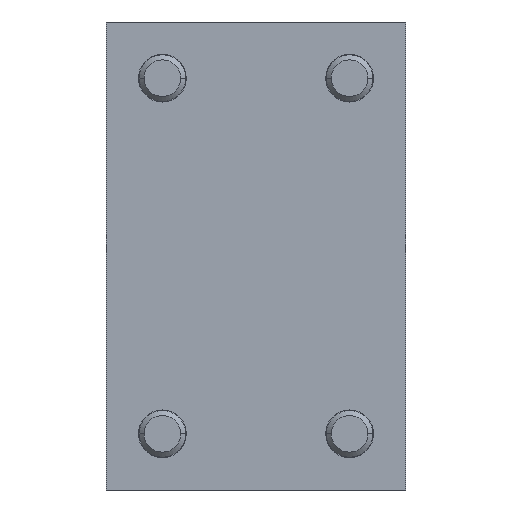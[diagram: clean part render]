
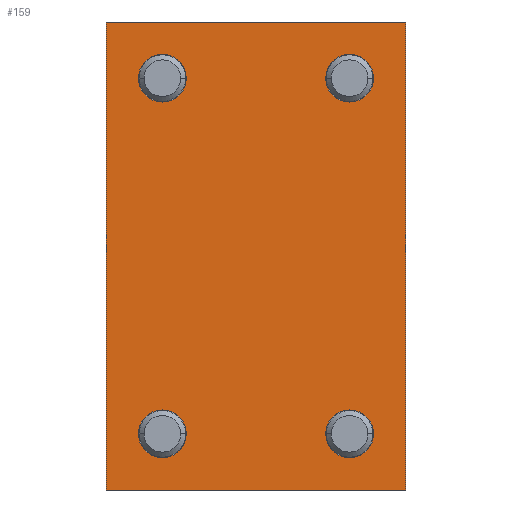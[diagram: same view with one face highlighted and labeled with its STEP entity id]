
A CAD part, left-side view. The second image highlights one B-rep face of the part: STEP entity #159.
In plain terms, the highlighted planar face has unit normal (-1, 0, 0).
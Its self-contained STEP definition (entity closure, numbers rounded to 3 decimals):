
#159=ADVANCED_FACE('',(#366,#367,#368,#369,#370),#371,.F.);
#366=FACE_BOUND('',#663,.T.);
#367=FACE_BOUND('',#664,.T.);
#368=FACE_BOUND('',#665,.T.);
#369=FACE_BOUND('',#666,.T.);
#370=FACE_OUTER_BOUND('',#667,.T.);
#371=PLANE('',#668);
#663=EDGE_LOOP('',(#988,#989));
#664=EDGE_LOOP('',(#990,#991));
#665=EDGE_LOOP('',(#992,#993));
#666=EDGE_LOOP('',(#994,#995));
#667=EDGE_LOOP('',(#996,#997,#998,#999));
#668=AXIS2_PLACEMENT_3D('',#1000,#1001,#1002);
#988=ORIENTED_EDGE('',*,*,#1718,.T.);
#989=ORIENTED_EDGE('',*,*,#1719,.T.);
#990=ORIENTED_EDGE('',*,*,#1720,.T.);
#991=ORIENTED_EDGE('',*,*,#1721,.T.);
#992=ORIENTED_EDGE('',*,*,#1722,.T.);
#993=ORIENTED_EDGE('',*,*,#1723,.T.);
#994=ORIENTED_EDGE('',*,*,#1724,.T.);
#995=ORIENTED_EDGE('',*,*,#1725,.T.);
#996=ORIENTED_EDGE('',*,*,#1726,.T.);
#997=ORIENTED_EDGE('',*,*,#1712,.F.);
#998=ORIENTED_EDGE('',*,*,#1715,.F.);
#999=ORIENTED_EDGE('',*,*,#1707,.F.);
#1000=CARTESIAN_POINT('',(0.0,16.0,0.0));
#1001=DIRECTION('',(1.0,0.0,0.0));
#1002=DIRECTION('',(0.0,0.0,-1.0));
#1707=EDGE_CURVE('',#2043,#2045,#2046,.T.);
#1712=EDGE_CURVE('',#2052,#2054,#2055,.T.);
#1715=EDGE_CURVE('',#2045,#2052,#2058,.T.);
#1718=EDGE_CURVE('',#2061,#2062,#2063,.T.);
#1719=EDGE_CURVE('',#2062,#2061,#2064,.T.);
#1720=EDGE_CURVE('',#2065,#2066,#2067,.T.);
#1721=EDGE_CURVE('',#2066,#2065,#2068,.T.);
#1722=EDGE_CURVE('',#2069,#2070,#2071,.T.);
#1723=EDGE_CURVE('',#2070,#2069,#2072,.T.);
#1724=EDGE_CURVE('',#2073,#2074,#2075,.T.);
#1725=EDGE_CURVE('',#2074,#2073,#2076,.T.);
#1726=EDGE_CURVE('',#2043,#2054,#2077,.T.);
#2043=VERTEX_POINT('',#2611);
#2045=VERTEX_POINT('',#2614);
#2046=LINE('',#2615,#2616);
#2052=VERTEX_POINT('',#2624);
#2054=VERTEX_POINT('',#2627);
#2055=LINE('',#2628,#2629);
#2058=LINE('',#2633,#2634);
#2061=VERTEX_POINT('',#2638);
#2062=VERTEX_POINT('',#2639);
#2063=CIRCLE('',#2640,2.55);
#2064=CIRCLE('',#2641,2.55);
#2065=VERTEX_POINT('',#2642);
#2066=VERTEX_POINT('',#2643);
#2067=CIRCLE('',#2644,2.55);
#2068=CIRCLE('',#2645,2.55);
#2069=VERTEX_POINT('',#2646);
#2070=VERTEX_POINT('',#2647);
#2071=CIRCLE('',#2648,2.55);
#2072=CIRCLE('',#2649,2.55);
#2073=VERTEX_POINT('',#2650);
#2074=VERTEX_POINT('',#2651);
#2075=CIRCLE('',#2652,2.55);
#2076=CIRCLE('',#2653,2.55);
#2077=LINE('',#2654,#2655);
#2611=CARTESIAN_POINT('',(0.0,32.0,25.0));
#2614=CARTESIAN_POINT('',(0.0,0.0,25.0));
#2615=CARTESIAN_POINT('',(0.0,16.0,25.0));
#2616=VECTOR('',#3172,1.0);
#2624=CARTESIAN_POINT('',(0.0,0.0,-25.0));
#2627=CARTESIAN_POINT('',(0.0,32.0,-25.0));
#2628=CARTESIAN_POINT('',(0.0,16.0,-25.0));
#2629=VECTOR('',#3176,1.0);
#2633=CARTESIAN_POINT('',(0.0,0.0,0.0));
#2634=VECTOR('',#3178,1.0);
#2638=CARTESIAN_POINT('',(0.,26.0,16.45));
#2639=CARTESIAN_POINT('',(0.,26.0,21.55));
#2640=AXIS2_PLACEMENT_3D('',#3180,#3181,#3182);
#2641=AXIS2_PLACEMENT_3D('',#3183,#3184,#3185);
#2642=CARTESIAN_POINT('',(0.,6.0,16.45));
#2643=CARTESIAN_POINT('',(0.,6.0,21.55));
#2644=AXIS2_PLACEMENT_3D('',#3186,#3187,#3188);
#2645=AXIS2_PLACEMENT_3D('',#3189,#3190,#3191);
#2646=CARTESIAN_POINT('',(0.,26.0,-21.55));
#2647=CARTESIAN_POINT('',(0.,26.0,-16.45));
#2648=AXIS2_PLACEMENT_3D('',#3192,#3193,#3194);
#2649=AXIS2_PLACEMENT_3D('',#3195,#3196,#3197);
#2650=CARTESIAN_POINT('',(0.,6.0,-21.55));
#2651=CARTESIAN_POINT('',(0.,6.0,-16.45));
#2652=AXIS2_PLACEMENT_3D('',#3198,#3199,#3200);
#2653=AXIS2_PLACEMENT_3D('',#3201,#3202,#3203);
#2654=CARTESIAN_POINT('',(0.0,32.0,0.0));
#2655=VECTOR('',#3204,1.0);
#3172=DIRECTION('',(0.0,-1.0,0.0));
#3176=DIRECTION('',(0.0,1.0,0.0));
#3178=DIRECTION('',(0.0,0.0,-1.0));
#3180=CARTESIAN_POINT('',(0.,26.0,19.0));
#3181=DIRECTION('',(1.0,0.0,-0.0));
#3182=DIRECTION('',(0.0,0.0,1.0));
#3183=CARTESIAN_POINT('',(0.,26.0,19.0));
#3184=DIRECTION('',(1.0,0.0,-0.0));
#3185=DIRECTION('',(0.0,0.0,1.0));
#3186=CARTESIAN_POINT('',(0.,6.0,19.0));
#3187=DIRECTION('',(1.0,0.0,-0.0));
#3188=DIRECTION('',(0.0,0.0,1.0));
#3189=CARTESIAN_POINT('',(0.,6.0,19.0));
#3190=DIRECTION('',(1.0,0.0,-0.0));
#3191=DIRECTION('',(0.0,0.0,1.0));
#3192=CARTESIAN_POINT('',(0.,26.0,-19.0));
#3193=DIRECTION('',(1.0,0.0,-0.0));
#3194=DIRECTION('',(0.0,0.0,1.0));
#3195=CARTESIAN_POINT('',(0.,26.0,-19.0));
#3196=DIRECTION('',(1.0,0.0,-0.0));
#3197=DIRECTION('',(0.0,0.0,1.0));
#3198=CARTESIAN_POINT('',(0.,6.0,-19.0));
#3199=DIRECTION('',(1.0,0.0,-0.0));
#3200=DIRECTION('',(0.0,0.0,1.0));
#3201=CARTESIAN_POINT('',(0.,6.0,-19.0));
#3202=DIRECTION('',(1.0,0.0,-0.0));
#3203=DIRECTION('',(0.0,0.0,1.0));
#3204=DIRECTION('',(0.0,0.0,-1.0));
